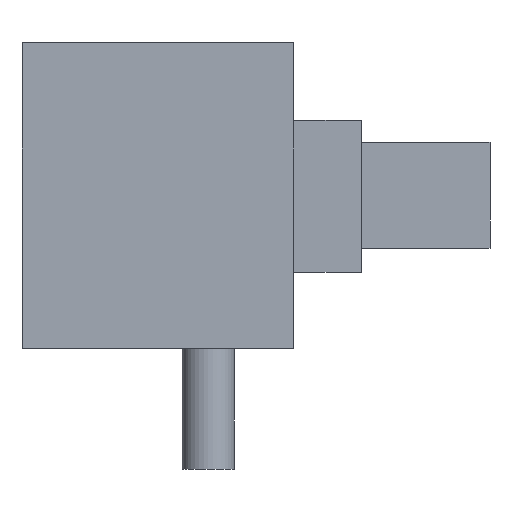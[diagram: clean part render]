
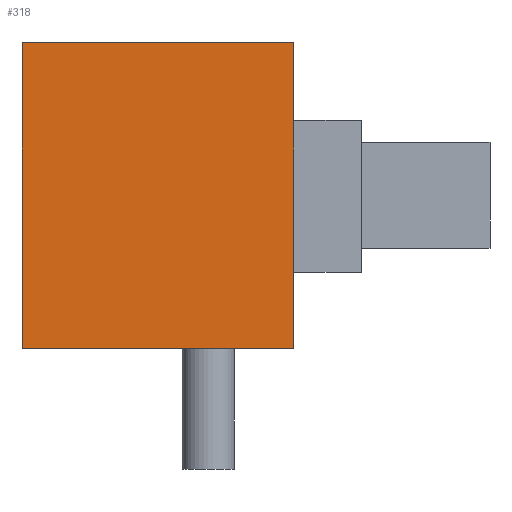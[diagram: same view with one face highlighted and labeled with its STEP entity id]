
A CAD part, left-side view. The second image highlights one B-rep face of the part: STEP entity #318.
In plain terms, the highlighted planar face has unit normal (-1, 0, 0).
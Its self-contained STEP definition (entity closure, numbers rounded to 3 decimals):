
#220 = EDGE_CURVE('',#221,#223,#225,.T.);
#221 = VERTEX_POINT('',#222);
#222 = CARTESIAN_POINT('',(-1.137,-0.095,0.));
#223 = VERTEX_POINT('',#224);
#224 = CARTESIAN_POINT('',(-1.137,-0.095,2.28));
#225 = LINE('',#226,#227);
#226 = CARTESIAN_POINT('',(-1.137,-0.095,0.));
#227 = VECTOR('',#228,1.);
#228 = DIRECTION('',(0.,0.,1.));
#293 = VERTEX_POINT('',#294);
#294 = CARTESIAN_POINT('',(-1.137,1.929,2.28));
#300 = EDGE_CURVE('',#301,#293,#303,.T.);
#301 = VERTEX_POINT('',#302);
#302 = CARTESIAN_POINT('',(-1.137,1.929,0.));
#303 = LINE('',#304,#305);
#304 = CARTESIAN_POINT('',(-1.137,1.929,0.));
#305 = VECTOR('',#306,1.);
#306 = DIRECTION('',(0.,0.,1.));
#318 = ADVANCED_FACE('',(#319),#335,.F.);
#319 = FACE_BOUND('',#320,.F.);
#320 = EDGE_LOOP('',(#321,#322,#328,#329));
#321 = ORIENTED_EDGE('',*,*,#300,.T.);
#322 = ORIENTED_EDGE('',*,*,#323,.T.);
#323 = EDGE_CURVE('',#293,#223,#324,.T.);
#324 = LINE('',#325,#326);
#325 = CARTESIAN_POINT('',(-1.137,1.929,2.28));
#326 = VECTOR('',#327,1.);
#327 = DIRECTION('',(0.,-1.,0.));
#328 = ORIENTED_EDGE('',*,*,#220,.F.);
#329 = ORIENTED_EDGE('',*,*,#330,.F.);
#330 = EDGE_CURVE('',#301,#221,#331,.T.);
#331 = LINE('',#332,#333);
#332 = CARTESIAN_POINT('',(-1.137,1.929,0.));
#333 = VECTOR('',#334,1.);
#334 = DIRECTION('',(0.,-1.,0.));
#335 = PLANE('',#336);
#336 = AXIS2_PLACEMENT_3D('',#337,#338,#339);
#337 = CARTESIAN_POINT('',(-1.137,1.929,0.));
#338 = DIRECTION('',(1.,0.,0.));
#339 = DIRECTION('',(0.,-1.,0.));
